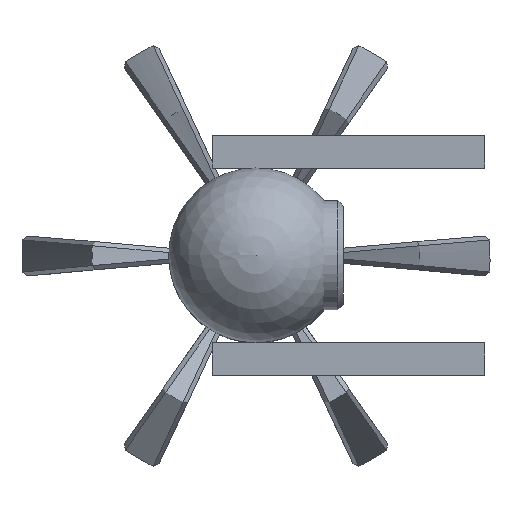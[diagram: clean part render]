
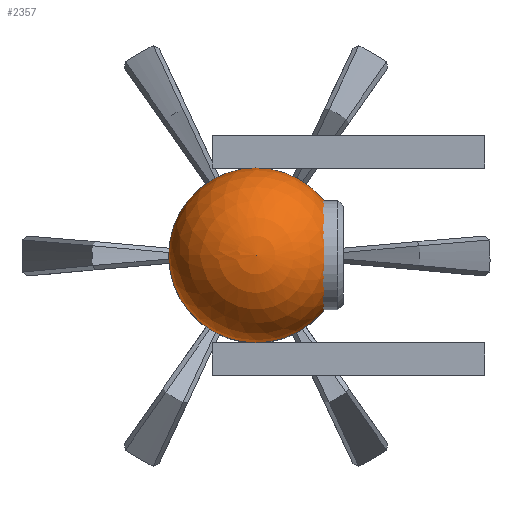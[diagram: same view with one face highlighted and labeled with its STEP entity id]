
A CAD part, top view. The second image highlights one B-rep face of the part: STEP entity #2357.
In plain terms, the highlighted spherical face has radius 400 mm.
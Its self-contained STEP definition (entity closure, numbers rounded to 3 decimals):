
#13=SPHERICAL_SURFACE('',#2526,400.);
#222=B_SPLINE_CURVE_WITH_KNOTS('',3,(#5228,#5229,#5230,#5231,#5232,#5233,
#5234,#5235,#5236,#5237,#5238,#5239,#5240,#5241,#5242,#5243,#5244,#5245,
#5246,#5247,#5248,#5249,#5250,#5251,#5252,#5253,#5254,#5255,#5256,#5257,
#5258,#5259,#5260,#5261,#5262,#5263,#5264,#5265,#5266,#5267),
 .UNSPECIFIED.,.F.,.F.,(4,2,2,2,2,2,2,2,2,2,2,2,2,2,2,2,2,2,2,4),(3.927,
4.081,4.569,5.057,5.545,6.033,
6.497,6.961,7.425,7.889,8.352,
8.816,9.28,9.744,10.232,10.72,
11.208,11.696,12.717,12.971),
 .UNSPECIFIED.);
#223=B_SPLINE_CURVE_WITH_KNOTS('',3,(#5274,#5275,#5276,#5277,#5278,#5279,
#5280,#5281,#5282,#5283,#5284,#5285,#5286,#5287,#5288,#5289,#5290,#5291,
#5292,#5293,#5294,#5295,#5296,#5297,#5298,#5299,#5300,#5301,#5302,#5303,
#5304,#5305,#5306,#5307,#5308,#5309),.UNSPECIFIED.,.F.,.F.,(4,2,2,2,2,2,
2,2,2,2,2,2,2,2,2,2,2,4),(2.759,3.129,3.744,
4.359,4.975,5.632,6.29,6.947,
7.605,8.257,8.909,9.56,10.212,
10.884,11.556,12.229,12.901,12.914),
 .UNSPECIFIED.);
#288=FACE_BOUND('',#773,.T.);
#628=FACE_OUTER_BOUND('',#772,.T.);
#772=EDGE_LOOP('',(#2103,#2104,#2105,#2106,#2107,#2108,#2109));
#773=EDGE_LOOP('',(#2110,#2111));
#822=CIRCLE('',#2511,400.);
#823=CIRCLE('',#2512,400.);
#824=CIRCLE('',#2513,400.);
#825=CIRCLE('',#2516,139.194);
#827=CIRCLE('',#2520,139.194);
#830=CIRCLE('',#2527,400.);
#1055=VERTEX_POINT('',#5126);
#1056=VERTEX_POINT('',#5128);
#1057=VERTEX_POINT('',#5130);
#1059=VERTEX_POINT('',#5134);
#1063=VERTEX_POINT('',#5224);
#1064=VERTEX_POINT('',#5269);
#1065=VERTEX_POINT('',#5270);
#1067=VERTEX_POINT('',#5316);
#1399=EDGE_CURVE('',#1055,#1056,#822,.T.);
#1400=EDGE_CURVE('',#1056,#1057,#823,.T.);
#1403=EDGE_CURVE('',#1059,#1055,#824,.T.);
#1407=EDGE_CURVE('',#1063,#1057,#825,.T.);
#1409=EDGE_CURVE('',#1059,#1063,#222,.T.);
#1410=EDGE_CURVE('',#1064,#1065,#827,.T.);
#1412=EDGE_CURVE('',#1065,#1064,#223,.T.);
#1415=EDGE_CURVE('',#1067,#1056,#830,.T.);
#2103=ORIENTED_EDGE('',*,*,#1407,.T.);
#2104=ORIENTED_EDGE('',*,*,#1400,.F.);
#2105=ORIENTED_EDGE('',*,*,#1415,.F.);
#2106=ORIENTED_EDGE('',*,*,#1415,.T.);
#2107=ORIENTED_EDGE('',*,*,#1399,.F.);
#2108=ORIENTED_EDGE('',*,*,#1403,.F.);
#2109=ORIENTED_EDGE('',*,*,#1409,.T.);
#2110=ORIENTED_EDGE('',*,*,#1412,.T.);
#2111=ORIENTED_EDGE('',*,*,#1410,.T.);
#2357=ADVANCED_FACE('',(#628,#288),#13,.T.);
#2511=AXIS2_PLACEMENT_3D('',#5129,#2869,#2870);
#2512=AXIS2_PLACEMENT_3D('',#5131,#2871,#2872);
#2513=AXIS2_PLACEMENT_3D('',#5143,#2874,#2875);
#2516=AXIS2_PLACEMENT_3D('',#5225,#2880,#2881);
#2520=AXIS2_PLACEMENT_3D('',#5271,#2888,#2889);
#2526=AXIS2_PLACEMENT_3D('',#5315,#2901,#2902);
#2527=AXIS2_PLACEMENT_3D('',#5317,#2903,#2904);
#2869=DIRECTION('center_axis',(0.,0.,-1.));
#2870=DIRECTION('ref_axis',(1.,0.,0.));
#2871=DIRECTION('center_axis',(0.,0.,-1.));
#2872=DIRECTION('ref_axis',(1.,0.,0.));
#2874=DIRECTION('center_axis',(0.,0.,-1.));
#2875=DIRECTION('ref_axis',(1.,0.,0.));
#2880=DIRECTION('center_axis',(-1.,0.,0.));
#2881=DIRECTION('ref_axis',(0.,0.,-1.));
#2888=DIRECTION('center_axis',(-1.,0.,0.));
#2889=DIRECTION('ref_axis',(0.,0.,-1.));
#2901=DIRECTION('center_axis',(0.,0.,1.));
#2902=DIRECTION('ref_axis',(1.,0.,0.));
#2903=DIRECTION('center_axis',(0.,-1.,0.));
#2904=DIRECTION('ref_axis',(-1.,0.,0.));
#5126=CARTESIAN_POINT('',(0.,-400.,1600.));
#5128=CARTESIAN_POINT('',(-400.,0.,1600.));
#5129=CARTESIAN_POINT('Origin',(0.,0.,1600.));
#5130=CARTESIAN_POINT('',(375.,139.194,1600.));
#5131=CARTESIAN_POINT('Origin',(0.,0.,1600.));
#5134=CARTESIAN_POINT('',(378.816,128.448,1600.));
#5143=CARTESIAN_POINT('Origin',(0.,0.,1600.));
#5224=CARTESIAN_POINT('',(375.,120.14,1670.296));
#5225=CARTESIAN_POINT('Origin',(375.,0.,1600.));
#5228=CARTESIAN_POINT('Ctrl Pts',(378.816,128.448,1600.));
#5229=CARTESIAN_POINT('Ctrl Pts',(378.977,127.971,1600.106));
#5230=CARTESIAN_POINT('Ctrl Pts',(379.137,127.497,1600.222));
#5231=CARTESIAN_POINT('Ctrl Pts',(379.795,125.53,1600.741));
#5232=CARTESIAN_POINT('Ctrl Pts',(380.301,123.987,1601.249));
#5233=CARTESIAN_POINT('Ctrl Pts',(381.283,120.914,1602.502));
#5234=CARTESIAN_POINT('Ctrl Pts',(381.759,119.384,1603.246));
#5235=CARTESIAN_POINT('Ctrl Pts',(382.652,116.431,1604.944));
#5236=CARTESIAN_POINT('Ctrl Pts',(383.069,115.006,1605.9));
#5237=CARTESIAN_POINT('Ctrl Pts',(383.823,112.337,1607.962));
#5238=CARTESIAN_POINT('Ctrl Pts',(384.16,111.093,1609.07));
#5239=CARTESIAN_POINT('Ctrl Pts',(384.73,108.895,1611.287));
#5240=CARTESIAN_POINT('Ctrl Pts',(384.99,107.841,1612.484));
#5241=CARTESIAN_POINT('Ctrl Pts',(385.447,105.861,1615.065));
#5242=CARTESIAN_POINT('Ctrl Pts',(385.644,104.934,1616.45));
#5243=CARTESIAN_POINT('Ctrl Pts',(385.958,103.273,1619.335));
#5244=CARTESIAN_POINT('Ctrl Pts',(386.076,102.538,1620.838));
#5245=CARTESIAN_POINT('Ctrl Pts',(386.229,101.292,1623.872));
#5246=CARTESIAN_POINT('Ctrl Pts',(386.265,100.781,1625.403));
#5247=CARTESIAN_POINT('Ctrl Pts',(386.265,99.98,1628.39));
#5248=CARTESIAN_POINT('Ctrl Pts',(386.229,99.657,1629.972));
#5249=CARTESIAN_POINT('Ctrl Pts',(386.076,99.219,1633.223));
#5250=CARTESIAN_POINT('Ctrl Pts',(385.958,99.105,1634.892));
#5251=CARTESIAN_POINT('Ctrl Pts',(385.644,99.101,1638.221));
#5252=CARTESIAN_POINT('Ctrl Pts',(385.447,99.211,1639.883));
#5253=CARTESIAN_POINT('Ctrl Pts',(384.99,99.636,1643.109));
#5254=CARTESIAN_POINT('Ctrl Pts',(384.73,99.95,1644.673));
#5255=CARTESIAN_POINT('Ctrl Pts',(384.16,100.744,1647.692));
#5256=CARTESIAN_POINT('Ctrl Pts',(383.823,101.268,1649.273));
#5257=CARTESIAN_POINT('Ctrl Pts',(383.069,102.548,1652.394));
#5258=CARTESIAN_POINT('Ctrl Pts',(382.652,103.304,1653.933));
#5259=CARTESIAN_POINT('Ctrl Pts',(381.759,105.013,1656.881));
#5260=CARTESIAN_POINT('Ctrl Pts',(381.283,105.965,1658.291));
#5261=CARTESIAN_POINT('Ctrl Pts',(380.301,108.,1660.911));
#5262=CARTESIAN_POINT('Ctrl Pts',(379.795,109.082,1662.123));
#5263=CARTESIAN_POINT('Ctrl Pts',(378.248,112.477,1665.493));
#5264=CARTESIAN_POINT('Ctrl Pts',(377.103,115.103,1667.504));
#5265=CARTESIAN_POINT('Ctrl Pts',(375.606,118.674,1669.549));
#5266=CARTESIAN_POINT('Ctrl Pts',(375.305,119.4,1669.934));
#5267=CARTESIAN_POINT('Ctrl Pts',(375.,120.14,1670.296));
#5269=CARTESIAN_POINT('',(375.,-120.948,1668.896));
#5270=CARTESIAN_POINT('',(375.,-68.896,1720.948));
#5271=CARTESIAN_POINT('Origin',(375.,0.,1600.));
#5274=CARTESIAN_POINT('Ctrl Pts',(375.,-68.896,1720.948));
#5275=CARTESIAN_POINT('Ctrl Pts',(375.441,-68.231,1719.96));
#5276=CARTESIAN_POINT('Ctrl Pts',(375.885,-67.6,1718.921));
#5277=CARTESIAN_POINT('Ctrl Pts',(377.064,-66.043,1716.043));
#5278=CARTESIAN_POINT('Ctrl Pts',(377.794,-65.201,1714.129));
#5279=CARTESIAN_POINT('Ctrl Pts',(379.197,-63.846,1710.173));
#5280=CARTESIAN_POINT('Ctrl Pts',(379.871,-63.333,1708.129));
#5281=CARTESIAN_POINT('Ctrl Pts',(381.124,-62.66,1704.035));
#5282=CARTESIAN_POINT('Ctrl Pts',(381.703,-62.5,1701.984));
#5283=CARTESIAN_POINT('Ctrl Pts',(382.777,-62.5,1697.879));
#5284=CARTESIAN_POINT('Ctrl Pts',(383.307,-62.683,1695.668));
#5285=CARTESIAN_POINT('Ctrl Pts',(384.259,-63.471,1691.225));
#5286=CARTESIAN_POINT('Ctrl Pts',(384.681,-64.077,1688.995));
#5287=CARTESIAN_POINT('Ctrl Pts',(385.383,-65.698,1684.673));
#5288=CARTESIAN_POINT('Ctrl Pts',(385.662,-66.714,1682.577));
#5289=CARTESIAN_POINT('Ctrl Pts',(386.065,-69.083,1678.654));
#5290=CARTESIAN_POINT('Ctrl Pts',(386.188,-70.435,1676.827));
#5291=CARTESIAN_POINT('Ctrl Pts',(386.287,-73.323,1673.556));
#5292=CARTESIAN_POINT('Ctrl Pts',(386.269,-74.955,1671.997));
#5293=CARTESIAN_POINT('Ctrl Pts',(386.075,-78.529,1669.171));
#5294=CARTESIAN_POINT('Ctrl Pts',(385.9,-80.471,1667.904));
#5295=CARTESIAN_POINT('Ctrl Pts',(385.402,-84.539,1665.758));
#5296=CARTESIAN_POINT('Ctrl Pts',(385.077,-86.669,1664.877));
#5297=CARTESIAN_POINT('Ctrl Pts',(384.309,-90.967,1663.535));
#5298=CARTESIAN_POINT('Ctrl Pts',(383.865,-93.136,1663.073));
#5299=CARTESIAN_POINT('Ctrl Pts',(382.894,-97.406,1662.526));
#5300=CARTESIAN_POINT('Ctrl Pts',(382.328,-99.664,1662.433));
#5301=CARTESIAN_POINT('Ctrl Pts',(381.077,-104.204,1662.667));
#5302=CARTESIAN_POINT('Ctrl Pts',(380.392,-106.487,1662.995));
#5303=CARTESIAN_POINT('Ctrl Pts',(378.942,-110.932,1664.056));
#5304=CARTESIAN_POINT('Ctrl Pts',(378.176,-113.096,1664.79));
#5305=CARTESIAN_POINT('Ctrl Pts',(376.617,-117.179,1666.592));
#5306=CARTESIAN_POINT('Ctrl Pts',(375.823,-119.098,1667.659));
#5307=CARTESIAN_POINT('Ctrl Pts',(375.031,-120.879,1668.85));
#5308=CARTESIAN_POINT('Ctrl Pts',(375.015,-120.913,1668.873));
#5309=CARTESIAN_POINT('Ctrl Pts',(375.,-120.948,1668.896));
#5315=CARTESIAN_POINT('Origin',(0.,0.,1600.));
#5316=CARTESIAN_POINT('',(0.,0.,2000.));
#5317=CARTESIAN_POINT('Origin',(0.,0.,1600.));
